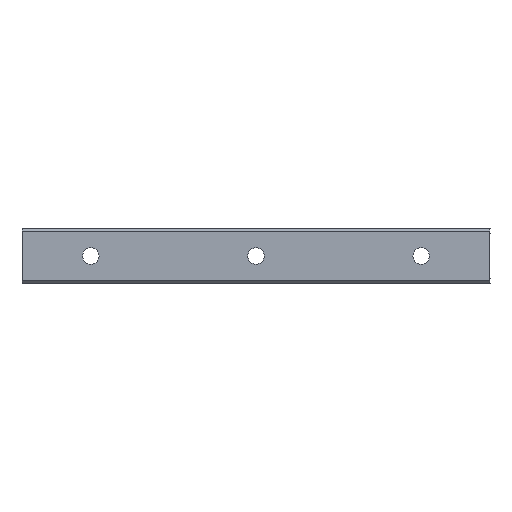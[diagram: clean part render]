
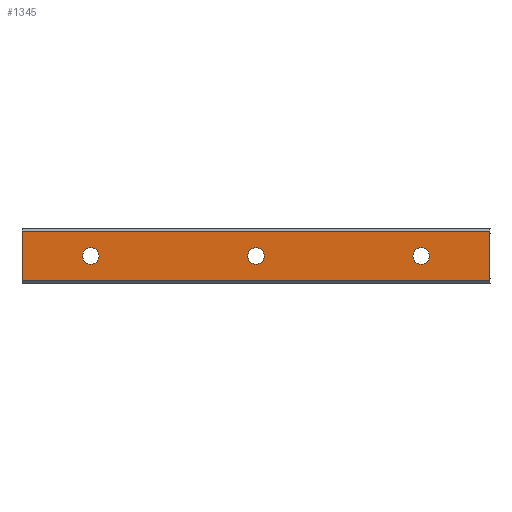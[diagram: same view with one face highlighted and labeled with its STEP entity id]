
A CAD part, front view. The second image highlights one B-rep face of the part: STEP entity #1345.
In plain terms, the highlighted planar face has unit normal (0, -1, 0).
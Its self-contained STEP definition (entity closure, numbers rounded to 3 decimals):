
#45 = AXIS2_PLACEMENT_3D ( 'NONE', #1178, #1317, #661 ) ;
#49 = VERTEX_POINT ( 'NONE', #463 ) ;
#95 = VECTOR ( 'NONE', #1473, 1000. ) ;
#144 = AXIS2_PLACEMENT_3D ( 'NONE', #1710, #1681, #509 ) ;
#153 = CARTESIAN_POINT ( 'NONE',  ( -25., 0., 9. ) ) ;
#154 = LINE ( 'NONE', #1620, #1294 ) ;
#176 = EDGE_LOOP ( 'NONE', ( #570, #1226 ) ) ;
#187 = DIRECTION ( 'NONE',  ( 0., 0., 1. ) ) ;
#225 = DIRECTION ( 'NONE',  ( 0., -1., 0. ) ) ;
#233 = DIRECTION ( 'NONE',  ( 0., 0., 1. ) ) ;
#234 = CARTESIAN_POINT ( 'NONE',  ( 60., 0., 0. ) ) ;
#252 = VECTOR ( 'NONE', #446, 1000. ) ;
#272 = ORIENTED_EDGE ( 'NONE', *, *, #1162, .F. ) ;
#282 = DIRECTION ( 'NONE',  ( 0., -1., 0. ) ) ;
#283 = VERTEX_POINT ( 'NONE', #776 ) ;
#284 = FACE_OUTER_BOUND ( 'NONE', #548, .T. ) ;
#291 = LINE ( 'NONE', #153, #95 ) ;
#317 = EDGE_CURVE ( 'NONE', #1052, #865, #154, .T. ) ;
#376 = CARTESIAN_POINT ( 'NONE',  ( 145., 0., -9. ) ) ;
#386 = DIRECTION ( 'NONE',  ( 0., -1., 0. ) ) ;
#402 = PLANE ( 'NONE',  #45 ) ;
#408 = CIRCLE ( 'NONE', #1686, 3. ) ;
#431 = AXIS2_PLACEMENT_3D ( 'NONE', #1273, #890, #233 ) ;
#434 = VERTEX_POINT ( 'NONE', #600 ) ;
#438 = ORIENTED_EDGE ( 'NONE', *, *, #654, .F. ) ;
#446 = DIRECTION ( 'NONE',  ( 1., 0., 0. ) ) ;
#463 = CARTESIAN_POINT ( 'NONE',  ( -25., 0., 9. ) ) ;
#465 = CARTESIAN_POINT ( 'NONE',  ( 60., 0., 0. ) ) ;
#494 = ORIENTED_EDGE ( 'NONE', *, *, #1266, .F. ) ;
#509 = DIRECTION ( 'NONE',  ( 0., 0., 1. ) ) ;
#548 = EDGE_LOOP ( 'NONE', ( #922, #1323, #603, #494 ) ) ;
#570 = ORIENTED_EDGE ( 'NONE', *, *, #1414, .F. ) ;
#587 = ORIENTED_EDGE ( 'NONE', *, *, #1503, .F. ) ;
#600 = CARTESIAN_POINT ( 'NONE',  ( 120., 0., 3. ) ) ;
#603 = ORIENTED_EDGE ( 'NONE', *, *, #1017, .F. ) ;
#609 = CARTESIAN_POINT ( 'NONE',  ( 120., 0., -3. ) ) ;
#634 = CARTESIAN_POINT ( 'NONE',  ( 0., 0., -3. ) ) ;
#650 = FACE_BOUND ( 'NONE', #1032, .T. ) ;
#654 = EDGE_CURVE ( 'NONE', #283, #1076, #1187, .T. ) ;
#661 = DIRECTION ( 'NONE',  ( 0., 0., 1. ) ) ;
#688 = VERTEX_POINT ( 'NONE', #634 ) ;
#721 = CARTESIAN_POINT ( 'NONE',  ( 0., 0., 0. ) ) ;
#732 = EDGE_CURVE ( 'NONE', #865, #1490, #1578, .T. ) ;
#760 = DIRECTION ( 'NONE',  ( 0., 0., 1. ) ) ;
#776 = CARTESIAN_POINT ( 'NONE',  ( 60., 0., 3. ) ) ;
#780 = ORIENTED_EDGE ( 'NONE', *, *, #1621, .F. ) ;
#790 = FACE_BOUND ( 'NONE', #176, .T. ) ;
#819 = EDGE_LOOP ( 'NONE', ( #272, #780 ) ) ;
#843 = CARTESIAN_POINT ( 'NONE',  ( 60., 0., -3. ) ) ;
#852 = CARTESIAN_POINT ( 'NONE',  ( 145., 0., 9. ) ) ;
#865 = VERTEX_POINT ( 'NONE', #1084 ) ;
#868 = LINE ( 'NONE', #963, #252 ) ;
#890 = DIRECTION ( 'NONE',  ( 0., -1., 0. ) ) ;
#922 = ORIENTED_EDGE ( 'NONE', *, *, #732, .F. ) ;
#927 = AXIS2_PLACEMENT_3D ( 'NONE', #465, #225, #760 ) ;
#940 = DIRECTION ( 'NONE',  ( 0., 0., -1. ) ) ;
#941 = VECTOR ( 'NONE', #1714, 1000. ) ;
#963 = CARTESIAN_POINT ( 'NONE',  ( 145., 0., 9. ) ) ;
#1017 = EDGE_CURVE ( 'NONE', #49, #1052, #868, .T. ) ;
#1032 = EDGE_LOOP ( 'NONE', ( #438, #587 ) ) ;
#1041 = CARTESIAN_POINT ( 'NONE',  ( 0., 0., 0. ) ) ;
#1052 = VERTEX_POINT ( 'NONE', #852 ) ;
#1076 = VERTEX_POINT ( 'NONE', #843 ) ;
#1084 = CARTESIAN_POINT ( 'NONE',  ( 145., 0., -9. ) ) ;
#1095 = DIRECTION ( 'NONE',  ( 0., -1., 0. ) ) ;
#1162 = EDGE_CURVE ( 'NONE', #434, #1167, #1191, .T. ) ;
#1167 = VERTEX_POINT ( 'NONE', #609 ) ;
#1169 = DIRECTION ( 'NONE',  ( 0., 0., 1. ) ) ;
#1178 = CARTESIAN_POINT ( 'NONE',  ( 145., 0., 9. ) ) ;
#1187 = CIRCLE ( 'NONE', #1696, 3. ) ;
#1191 = CIRCLE ( 'NONE', #144, 3. ) ;
#1226 = ORIENTED_EDGE ( 'NONE', *, *, #1708, .F. ) ;
#1266 = EDGE_CURVE ( 'NONE', #1490, #49, #291, .T. ) ;
#1273 = CARTESIAN_POINT ( 'NONE',  ( 120., 0., 0. ) ) ;
#1286 = CIRCLE ( 'NONE', #1633, 3. ) ;
#1294 = VECTOR ( 'NONE', #940, 1000. ) ;
#1317 = DIRECTION ( 'NONE',  ( 0., 1., 0. ) ) ;
#1323 = ORIENTED_EDGE ( 'NONE', *, *, #317, .F. ) ;
#1326 = DIRECTION ( 'NONE',  ( 0., 0., 1. ) ) ;
#1345 = ADVANCED_FACE ( 'NONE', ( #284, #790, #1624, #650 ), #402, .F. ) ;
#1414 = EDGE_CURVE ( 'NONE', #1563, #688, #1286, .T. ) ;
#1473 = DIRECTION ( 'NONE',  ( 0., 0., 1. ) ) ;
#1490 = VERTEX_POINT ( 'NONE', #1555 ) ;
#1503 = EDGE_CURVE ( 'NONE', #1076, #283, #1716, .T. ) ;
#1555 = CARTESIAN_POINT ( 'NONE',  ( -25., 0., -9. ) ) ;
#1563 = VERTEX_POINT ( 'NONE', #1688 ) ;
#1578 = LINE ( 'NONE', #376, #941 ) ;
#1608 = CIRCLE ( 'NONE', #431, 3. ) ;
#1620 = CARTESIAN_POINT ( 'NONE',  ( 145., 0., 9. ) ) ;
#1621 = EDGE_CURVE ( 'NONE', #1167, #434, #1608, .T. ) ;
#1624 = FACE_BOUND ( 'NONE', #819, .T. ) ;
#1633 = AXIS2_PLACEMENT_3D ( 'NONE', #721, #1095, #187 ) ;
#1681 = DIRECTION ( 'NONE',  ( 0., -1., 0. ) ) ;
#1686 = AXIS2_PLACEMENT_3D ( 'NONE', #1041, #282, #1326 ) ;
#1688 = CARTESIAN_POINT ( 'NONE',  ( 0., 0., 3. ) ) ;
#1696 = AXIS2_PLACEMENT_3D ( 'NONE', #234, #386, #1169 ) ;
#1708 = EDGE_CURVE ( 'NONE', #688, #1563, #408, .T. ) ;
#1710 = CARTESIAN_POINT ( 'NONE',  ( 120., 0., 0. ) ) ;
#1714 = DIRECTION ( 'NONE',  ( -1., 0., 0. ) ) ;
#1716 = CIRCLE ( 'NONE', #927, 3. ) ;
